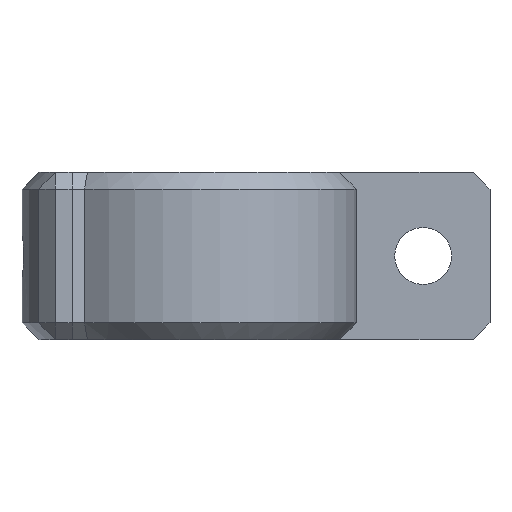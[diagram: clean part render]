
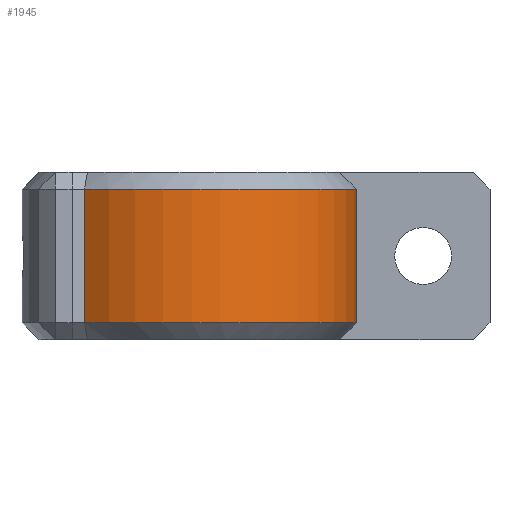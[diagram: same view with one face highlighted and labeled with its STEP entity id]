
A CAD part, front view. The second image highlights one B-rep face of the part: STEP entity #1945.
In plain terms, the highlighted cylindrical face has radius 10 mm (diameter 20 mm), a partial arc.
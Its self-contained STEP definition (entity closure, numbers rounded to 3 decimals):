
#44 = PLANE('',#45);
#45 = AXIS2_PLACEMENT_3D('',#46,#47,#48);
#46 = CARTESIAN_POINT('',(-7.,-8.141,0.));
#47 = DIRECTION('',(-0.41,0.912,0.));
#48 = DIRECTION('',(0.,0.,1.));
#332 = VERTEX_POINT('',#333);
#333 = CARTESIAN_POINT('',(-6.252,-7.805,9.));
#354 = EDGE_CURVE('',#355,#332,#357,.T.);
#355 = VERTEX_POINT('',#356);
#356 = CARTESIAN_POINT('',(-6.252,-7.805,1.));
#357 = SURFACE_CURVE('',#358,(#362,#369),.PCURVE_S1.);
#358 = LINE('',#359,#360);
#359 = CARTESIAN_POINT('',(-6.252,-7.805,0.));
#360 = VECTOR('',#361,1.);
#361 = DIRECTION('',(0.,0.,1.));
#362 = PCURVE('',#44,#363);
#363 = DEFINITIONAL_REPRESENTATION('',(#364),#368);
#364 = LINE('',#365,#366);
#365 = CARTESIAN_POINT('',(0.,0.82));
#366 = VECTOR('',#367,1.);
#367 = DIRECTION('',(1.,0.));
#368 = ( GEOMETRIC_REPRESENTATION_CONTEXT(2) 
PARAMETRIC_REPRESENTATION_CONTEXT() REPRESENTATION_CONTEXT('2D SPACE',''
  ) );
#369 = PCURVE('',#370,#375);
#370 = CYLINDRICAL_SURFACE('',#371,10.);
#371 = AXIS2_PLACEMENT_3D('',#372,#373,#374);
#372 = CARTESIAN_POINT('',(0.,0.,0.));
#373 = DIRECTION('',(0.,0.,1.));
#374 = DIRECTION('',(1.,0.,0.));
#375 = DEFINITIONAL_REPRESENTATION('',(#376),#380);
#376 = LINE('',#377,#378);
#377 = CARTESIAN_POINT('',(4.037,0.));
#378 = VECTOR('',#379,1.);
#379 = DIRECTION('',(0.,1.));
#380 = ( GEOMETRIC_REPRESENTATION_CONTEXT(2) 
PARAMETRIC_REPRESENTATION_CONTEXT() REPRESENTATION_CONTEXT('2D SPACE',''
  ) );
#425 = CONICAL_SURFACE('',#426,10.,0.785);
#426 = AXIS2_PLACEMENT_3D('',#427,#428,#429);
#427 = CARTESIAN_POINT('',(0.,0.,1.));
#428 = DIRECTION('',(-0.,-0.,1.));
#429 = DIRECTION('',(-0.625,-0.78,-0.));
#503 = CONICAL_SURFACE('',#504,10.,0.785);
#504 = AXIS2_PLACEMENT_3D('',#505,#506,#507);
#505 = CARTESIAN_POINT('',(0.,0.,9.));
#506 = DIRECTION('',(-0.,-0.,-1.));
#507 = DIRECTION('',(-0.625,-0.78,0.));
#1386 = CONICAL_SURFACE('',#1387,10.,0.785);
#1387 = AXIS2_PLACEMENT_3D('',#1388,#1389,#1390);
#1388 = CARTESIAN_POINT('',(0.,0.,1.));
#1389 = DIRECTION('',(-0.,-0.,1.));
#1390 = DIRECTION('',(1.,0.,0.));
#1506 = CONICAL_SURFACE('',#1507,10.,0.785);
#1507 = AXIS2_PLACEMENT_3D('',#1508,#1509,#1510);
#1508 = CARTESIAN_POINT('',(0.,0.,9.));
#1509 = DIRECTION('',(-0.,-0.,-1.));
#1510 = DIRECTION('',(1.,0.,0.));
#1945 = ADVANCED_FACE('',(#1946),#370,.T.);
#1946 = FACE_BOUND('',#1947,.T.);
#1947 = EDGE_LOOP('',(#1948,#1985,#2009,#2031,#2032,#2056));
#1948 = ORIENTED_EDGE('',*,*,#1949,.T.);
#1949 = EDGE_CURVE('',#1950,#1952,#1954,.T.);
#1950 = VERTEX_POINT('',#1951);
#1951 = CARTESIAN_POINT('',(8.559,5.171,1.));
#1952 = VERTEX_POINT('',#1953);
#1953 = CARTESIAN_POINT('',(8.559,5.171,9.));
#1954 = SURFACE_CURVE('',#1955,(#1961,#1967),.PCURVE_S1.);
#1955 = B_SPLINE_CURVE_WITH_KNOTS('',2,(#1956,#1957,#1958,#1959,#1960),
  .UNSPECIFIED.,.F.,.F.,(3,1,1,3),(-0.612,0.,10.,10.612
    ),.UNSPECIFIED.);
#1956 = CARTESIAN_POINT('',(8.559,5.171,-0.612));
#1957 = CARTESIAN_POINT('',(8.559,5.171,-0.306));
#1958 = CARTESIAN_POINT('',(8.559,5.171,5.));
#1959 = CARTESIAN_POINT('',(8.559,5.171,10.306));
#1960 = CARTESIAN_POINT('',(8.559,5.171,10.612));
#1961 = PCURVE('',#370,#1962);
#1962 = DEFINITIONAL_REPRESENTATION('',(#1963),#1966);
#1963 = B_SPLINE_CURVE_WITH_KNOTS('',1,(#1964,#1965),.UNSPECIFIED.,.F.,
  .F.,(2,2),(0.,10.),.PIECEWISE_BEZIER_KNOTS.);
#1964 = CARTESIAN_POINT('',(6.827,0.));
#1965 = CARTESIAN_POINT('',(6.827,10.));
#1966 = ( GEOMETRIC_REPRESENTATION_CONTEXT(2) 
PARAMETRIC_REPRESENTATION_CONTEXT() REPRESENTATION_CONTEXT('2D SPACE',''
  ) );
#1967 = PCURVE('',#1968,#1979);
#1968 = B_SPLINE_SURFACE_WITH_KNOTS('',1,2,(
    (#1969,#1970,#1971,#1972,#1973)
    ,(#1974,#1975,#1976,#1977,#1978
    )),.UNSPECIFIED.,.F.,.F.,.F.,(2,2),(3,1,1,3),(0.,10.),(-0.612,
    0.,10.,10.612),.UNSPECIFIED.);
#1969 = CARTESIAN_POINT('',(8.559,5.171,-0.612));
#1970 = CARTESIAN_POINT('',(8.559,5.171,-0.306));
#1971 = CARTESIAN_POINT('',(8.559,5.171,5.));
#1972 = CARTESIAN_POINT('',(8.559,5.171,10.306));
#1973 = CARTESIAN_POINT('',(8.559,5.171,10.612));
#1974 = CARTESIAN_POINT('',(9.,6.,-0.612));
#1975 = CARTESIAN_POINT('',(9.,6.,-0.306));
#1976 = CARTESIAN_POINT('',(9.,6.,5.));
#1977 = CARTESIAN_POINT('',(9.,6.,10.306));
#1978 = CARTESIAN_POINT('',(9.,6.,10.612));
#1979 = DEFINITIONAL_REPRESENTATION('',(#1980),#1984);
#1980 = LINE('',#1981,#1982);
#1981 = CARTESIAN_POINT('',(0.,0.));
#1982 = VECTOR('',#1983,1.);
#1983 = DIRECTION('',(0.,1.));
#1984 = ( GEOMETRIC_REPRESENTATION_CONTEXT(2) 
PARAMETRIC_REPRESENTATION_CONTEXT() REPRESENTATION_CONTEXT('2D SPACE',''
  ) );
#1985 = ORIENTED_EDGE('',*,*,#1986,.F.);
#1986 = EDGE_CURVE('',#1987,#1952,#1989,.T.);
#1987 = VERTEX_POINT('',#1988);
#1988 = CARTESIAN_POINT('',(10.,0.,9.));
#1989 = SURFACE_CURVE('',#1990,(#1995,#2002),.PCURVE_S1.);
#1990 = CIRCLE('',#1991,10.);
#1991 = AXIS2_PLACEMENT_3D('',#1992,#1993,#1994);
#1992 = CARTESIAN_POINT('',(0.,0.,9.));
#1993 = DIRECTION('',(0.,0.,1.));
#1994 = DIRECTION('',(1.,0.,-0.));
#1995 = PCURVE('',#370,#1996);
#1996 = DEFINITIONAL_REPRESENTATION('',(#1997),#2001);
#1997 = LINE('',#1998,#1999);
#1998 = CARTESIAN_POINT('',(6.283,9.));
#1999 = VECTOR('',#2000,1.);
#2000 = DIRECTION('',(1.,0.));
#2001 = ( GEOMETRIC_REPRESENTATION_CONTEXT(2) 
PARAMETRIC_REPRESENTATION_CONTEXT() REPRESENTATION_CONTEXT('2D SPACE',''
  ) );
#2002 = PCURVE('',#1506,#2003);
#2003 = DEFINITIONAL_REPRESENTATION('',(#2004),#2008);
#2004 = LINE('',#2005,#2006);
#2005 = CARTESIAN_POINT('',(-0.,0.));
#2006 = VECTOR('',#2007,1.);
#2007 = DIRECTION('',(-1.,0.));
#2008 = ( GEOMETRIC_REPRESENTATION_CONTEXT(2) 
PARAMETRIC_REPRESENTATION_CONTEXT() REPRESENTATION_CONTEXT('2D SPACE',''
  ) );
#2009 = ORIENTED_EDGE('',*,*,#2010,.F.);
#2010 = EDGE_CURVE('',#332,#1987,#2011,.T.);
#2011 = SURFACE_CURVE('',#2012,(#2017,#2024),.PCURVE_S1.);
#2012 = CIRCLE('',#2013,10.);
#2013 = AXIS2_PLACEMENT_3D('',#2014,#2015,#2016);
#2014 = CARTESIAN_POINT('',(0.,0.,9.));
#2015 = DIRECTION('',(0.,0.,1.));
#2016 = DIRECTION('',(-0.625,-0.78,0.));
#2017 = PCURVE('',#370,#2018);
#2018 = DEFINITIONAL_REPRESENTATION('',(#2019),#2023);
#2019 = LINE('',#2020,#2021);
#2020 = CARTESIAN_POINT('',(4.037,9.));
#2021 = VECTOR('',#2022,1.);
#2022 = DIRECTION('',(1.,0.));
#2023 = ( GEOMETRIC_REPRESENTATION_CONTEXT(2) 
PARAMETRIC_REPRESENTATION_CONTEXT() REPRESENTATION_CONTEXT('2D SPACE',''
  ) );
#2024 = PCURVE('',#503,#2025);
#2025 = DEFINITIONAL_REPRESENTATION('',(#2026),#2030);
#2026 = LINE('',#2027,#2028);
#2027 = CARTESIAN_POINT('',(-0.,0.));
#2028 = VECTOR('',#2029,1.);
#2029 = DIRECTION('',(-1.,0.));
#2030 = ( GEOMETRIC_REPRESENTATION_CONTEXT(2) 
PARAMETRIC_REPRESENTATION_CONTEXT() REPRESENTATION_CONTEXT('2D SPACE',''
  ) );
#2031 = ORIENTED_EDGE('',*,*,#354,.F.);
#2032 = ORIENTED_EDGE('',*,*,#2033,.T.);
#2033 = EDGE_CURVE('',#355,#2034,#2036,.T.);
#2034 = VERTEX_POINT('',#2035);
#2035 = CARTESIAN_POINT('',(10.,0.,1.));
#2036 = SURFACE_CURVE('',#2037,(#2042,#2049),.PCURVE_S1.);
#2037 = CIRCLE('',#2038,10.);
#2038 = AXIS2_PLACEMENT_3D('',#2039,#2040,#2041);
#2039 = CARTESIAN_POINT('',(0.,0.,1.));
#2040 = DIRECTION('',(-0.,0.,1.));
#2041 = DIRECTION('',(-0.625,-0.78,-0.));
#2042 = PCURVE('',#370,#2043);
#2043 = DEFINITIONAL_REPRESENTATION('',(#2044),#2048);
#2044 = LINE('',#2045,#2046);
#2045 = CARTESIAN_POINT('',(4.037,1.));
#2046 = VECTOR('',#2047,1.);
#2047 = DIRECTION('',(1.,0.));
#2048 = ( GEOMETRIC_REPRESENTATION_CONTEXT(2) 
PARAMETRIC_REPRESENTATION_CONTEXT() REPRESENTATION_CONTEXT('2D SPACE',''
  ) );
#2049 = PCURVE('',#425,#2050);
#2050 = DEFINITIONAL_REPRESENTATION('',(#2051),#2055);
#2051 = LINE('',#2052,#2053);
#2052 = CARTESIAN_POINT('',(0.,0.));
#2053 = VECTOR('',#2054,1.);
#2054 = DIRECTION('',(1.,0.));
#2055 = ( GEOMETRIC_REPRESENTATION_CONTEXT(2) 
PARAMETRIC_REPRESENTATION_CONTEXT() REPRESENTATION_CONTEXT('2D SPACE',''
  ) );
#2056 = ORIENTED_EDGE('',*,*,#2057,.T.);
#2057 = EDGE_CURVE('',#2034,#1950,#2058,.T.);
#2058 = SURFACE_CURVE('',#2059,(#2064,#2071),.PCURVE_S1.);
#2059 = CIRCLE('',#2060,10.);
#2060 = AXIS2_PLACEMENT_3D('',#2061,#2062,#2063);
#2061 = CARTESIAN_POINT('',(0.,0.,1.));
#2062 = DIRECTION('',(0.,-0.,1.));
#2063 = DIRECTION('',(1.,0.,0.));
#2064 = PCURVE('',#370,#2065);
#2065 = DEFINITIONAL_REPRESENTATION('',(#2066),#2070);
#2066 = LINE('',#2067,#2068);
#2067 = CARTESIAN_POINT('',(6.283,1.));
#2068 = VECTOR('',#2069,1.);
#2069 = DIRECTION('',(1.,0.));
#2070 = ( GEOMETRIC_REPRESENTATION_CONTEXT(2) 
PARAMETRIC_REPRESENTATION_CONTEXT() REPRESENTATION_CONTEXT('2D SPACE',''
  ) );
#2071 = PCURVE('',#1386,#2072);
#2072 = DEFINITIONAL_REPRESENTATION('',(#2073),#2077);
#2073 = LINE('',#2074,#2075);
#2074 = CARTESIAN_POINT('',(0.,0.));
#2075 = VECTOR('',#2076,1.);
#2076 = DIRECTION('',(1.,0.));
#2077 = ( GEOMETRIC_REPRESENTATION_CONTEXT(2) 
PARAMETRIC_REPRESENTATION_CONTEXT() REPRESENTATION_CONTEXT('2D SPACE',''
  ) );
